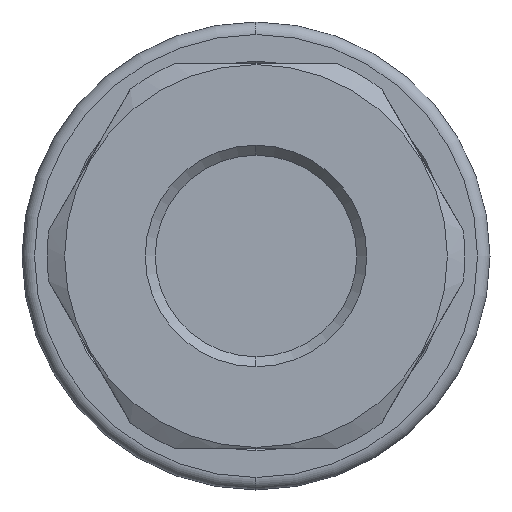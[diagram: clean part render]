
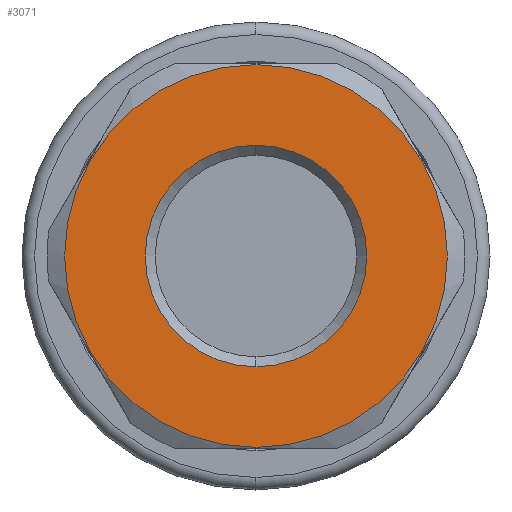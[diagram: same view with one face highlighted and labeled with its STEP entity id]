
A CAD part, left-side view. The second image highlights one B-rep face of the part: STEP entity #3071.
In plain terms, the highlighted planar face has unit normal (-1, 0, 0).
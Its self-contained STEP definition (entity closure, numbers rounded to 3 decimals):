
#16 = EDGE_CURVE ( 'NONE', #5283, #4899, #2153, .T. ) ;
#2153 = CIRCLE ( 'NONE', #4020, 22.9 ) ;
#2370 = FACE_BOUND ( 'NONE', #6214, .T. ) ;
#2371 = FACE_OUTER_BOUND ( 'NONE', #6212, .T. ) ;
#2677 = CARTESIAN_POINT ( 'NONE',  ( 0., 0., -22.9 ) ) ;
#2900 = AXIS2_PLACEMENT_3D ( 'NONE', #7581, #7577, #7578 ) ;
#3071 = ADVANCED_FACE ( 'NONE', ( #2370, #2371 ), #7776, .T. ) ;
#3753 = CIRCLE ( 'NONE', #4650, 13.25 ) ;
#3755 = CIRCLE ( 'NONE', #4653, 22.9 ) ;
#4020 = AXIS2_PLACEMENT_3D ( 'NONE', #10265, #10114, #10124 ) ;
#4133 = AXIS2_PLACEMENT_3D ( 'NONE', #7843, #7825, #7610 ) ;
#4650 = AXIS2_PLACEMENT_3D ( 'NONE', #5910, #7376, #7374 ) ;
#4653 = AXIS2_PLACEMENT_3D ( 'NONE', #7373, #7343, #7332 ) ;
#4899 = VERTEX_POINT ( 'NONE', #2677 ) ;
#5095 = VERTEX_POINT ( 'NONE', #5569 ) ;
#5098 = VERTEX_POINT ( 'NONE', #5552 ) ;
#5283 = VERTEX_POINT ( 'NONE', #11066 ) ;
#5552 = CARTESIAN_POINT ( 'NONE',  ( 0., 0., 13.25 ) ) ;
#5569 = CARTESIAN_POINT ( 'NONE',  ( 0., 0., -13.25 ) ) ;
#5910 = CARTESIAN_POINT ( 'NONE',  ( 0., 0., 0. ) ) ;
#6212 = EDGE_LOOP ( 'NONE', ( #7542, #7563 ) ) ;
#6214 = EDGE_LOOP ( 'NONE', ( #7560, #7570 ) ) ;
#7332 = DIRECTION ( 'NONE',  ( 0., 0., -1. ) ) ;
#7343 = DIRECTION ( 'NONE',  ( 1., 0., 0. ) ) ;
#7373 = CARTESIAN_POINT ( 'NONE',  ( 0., 0., 0. ) ) ;
#7374 = DIRECTION ( 'NONE',  ( 0., 0., -1. ) ) ;
#7376 = DIRECTION ( 'NONE',  ( 1., 0., 0. ) ) ;
#7542 = ORIENTED_EDGE ( 'NONE', *, *, #8794, .F. ) ;
#7560 = ORIENTED_EDGE ( 'NONE', *, *, #9168, .T. ) ;
#7563 = ORIENTED_EDGE ( 'NONE', *, *, #16, .F. ) ;
#7570 = ORIENTED_EDGE ( 'NONE', *, *, #8791, .T. ) ;
#7577 = DIRECTION ( 'NONE',  ( 1., 0., 0. ) ) ;
#7578 = DIRECTION ( 'NONE',  ( 0., 0., -1. ) ) ;
#7581 = CARTESIAN_POINT ( 'NONE',  ( 0., 0., 0. ) ) ;
#7610 = DIRECTION ( 'NONE',  ( 0., 0., 1. ) ) ;
#7776 = PLANE ( 'NONE',  #4133 ) ;
#7825 = DIRECTION ( 'NONE',  ( -1., 0., 0. ) ) ;
#7843 = CARTESIAN_POINT ( 'NONE',  ( 0., 22.9, 0. ) ) ;
#8346 = CIRCLE ( 'NONE', #2900, 13.25 ) ;
#8791 = EDGE_CURVE ( 'NONE', #5095, #5098, #3753, .T. ) ;
#8794 = EDGE_CURVE ( 'NONE', #4899, #5283, #3755, .T. ) ;
#9168 = EDGE_CURVE ( 'NONE', #5098, #5095, #8346, .T. ) ;
#10114 = DIRECTION ( 'NONE',  ( 1., 0., 0. ) ) ;
#10124 = DIRECTION ( 'NONE',  ( 0., 0., -1. ) ) ;
#10265 = CARTESIAN_POINT ( 'NONE',  ( 0., 0., 0. ) ) ;
#11066 = CARTESIAN_POINT ( 'NONE',  ( 0., 0., 22.9 ) ) ;
